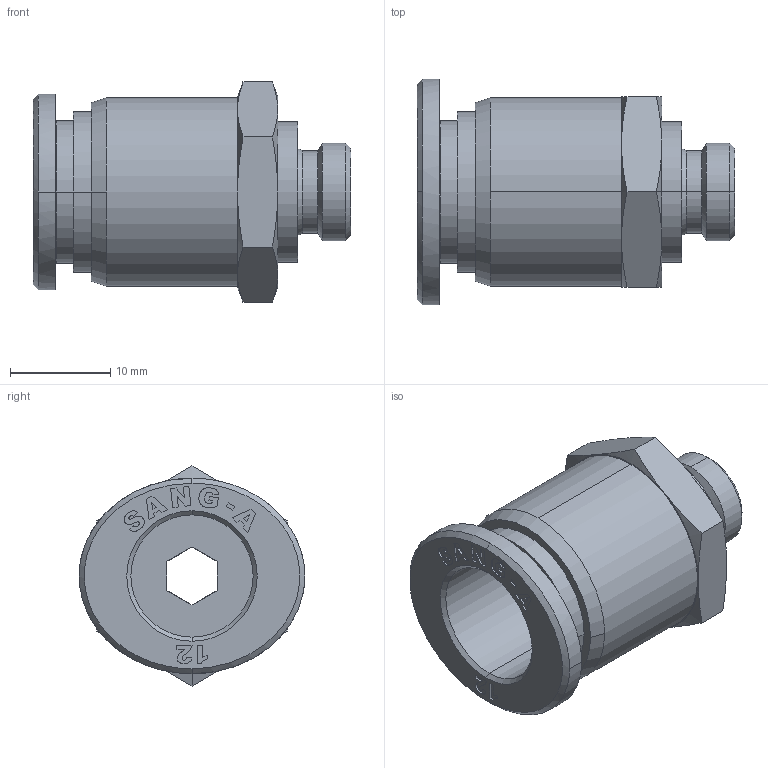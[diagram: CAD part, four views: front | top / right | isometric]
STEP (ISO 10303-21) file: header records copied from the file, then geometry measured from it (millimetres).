
FILE_DESCRIPTION (( 'STEP AP214' ), '1' );
FILE_NAME ('PC12-G01.stp', '2015-10-22T14:01:23', ( '' ), ( '' ), 'SwSTEP 2.0', 'SolidWorks 2015', '' );
FILE_SCHEMA (( 'AUTOMOTIVE_DESIGN' ));
Length unit declared in the file: millimetre
Products named in the file (2): PC12-G01; ｦ+ﾃｦ1
Assembly tree (1 placements, depth 2):
  PC12-G01
    ｦ+ﾃｦ1
Bounding box: 31.7 x 22.5 x 21.94 mm (x, y, z)
Volume: 4402.7 mm3; surface area: 3659.8 mm2
Topology: 1 solids, 1 shells, 412 faces, 1148 edges, 756 vertices
Faces by surface type: plane 354, cone 32, cylinder 17, bspline 9
Entity records: 14497 total; most frequent: CARTESIAN_POINT 3264, ORIENTED_EDGE 2296, DIRECTION 1980, EDGE_CURVE 1148, VECTOR 1026, LINE 1026, VERTEX_POINT 756, AXIS2_PLACEMENT_3D 477
